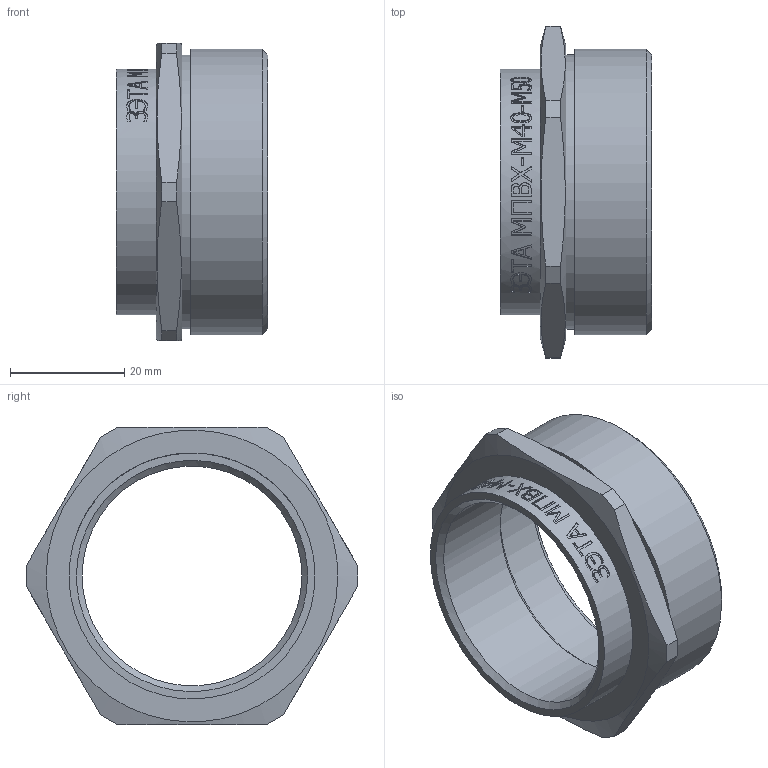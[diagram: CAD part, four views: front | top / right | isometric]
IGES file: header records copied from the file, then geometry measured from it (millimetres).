
Global section: file name: 26 MPVX-M40-M50; native system: Autodesk Inventor 2015; preprocessor: unknown; author: Борисов Е.В.,,11,0,; ; date: 20161001.231857; units: millimetre
Bounding box: 26.5 x 58.04 x 52 mm (x, y, z)
Volume: 14972.7 mm3; surface area: 9698.9 mm2
Topology: 1 solids, 1 shells, 262 faces, 715 edges, 481 vertices
Faces by surface type: bspline 262
